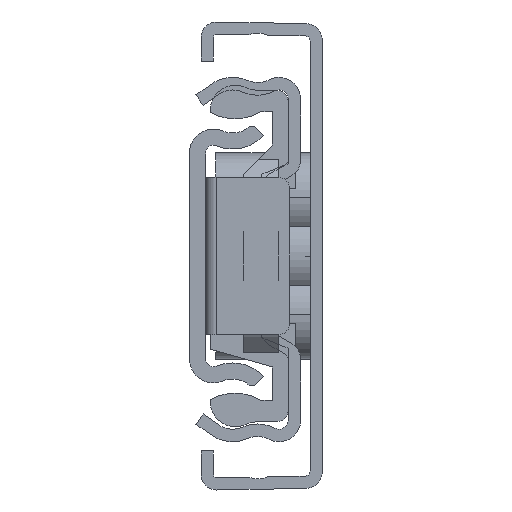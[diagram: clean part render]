
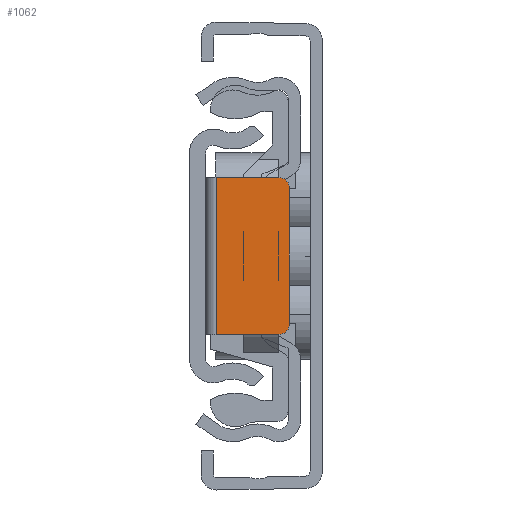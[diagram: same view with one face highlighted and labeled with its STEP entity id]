
A CAD part, left-side view. The second image highlights one B-rep face of the part: STEP entity #1062.
In plain terms, the highlighted face is planar.
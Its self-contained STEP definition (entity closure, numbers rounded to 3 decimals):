
#71 = DIRECTION ( 'NONE',  ( 1., 0., 0. ) ) ;
#120 = VERTEX_POINT ( 'NONE', #7731 ) ;
#265 = CARTESIAN_POINT ( 'NONE',  ( 6.5, -8.541, -1. ) ) ;
#425 = CARTESIAN_POINT ( 'NONE',  ( 6.5, -9.541, -1. ) ) ;
#673 = CARTESIAN_POINT ( 'NONE',  ( -7.5, -2.541, -1. ) ) ;
#802 = ORIENTED_EDGE ( 'NONE', *, *, #8847, .F. ) ;
#856 = CARTESIAN_POINT ( 'NONE',  ( -6.5, -8.541, -1. ) ) ;
#992 = ORIENTED_EDGE ( 'NONE', *, *, #2594, .T. ) ;
#1048 = DIRECTION ( 'NONE',  ( 1., 0., 0. ) ) ;
#1062 = ADVANCED_FACE ( 'NONE', ( #1444 ), #11156, .F. ) ;
#1444 = FACE_OUTER_BOUND ( 'NONE', #7404, .T. ) ;
#1472 = LINE ( 'NONE', #7547, #5836 ) ;
#1658 = VERTEX_POINT ( 'NONE', #673 ) ;
#1897 = CARTESIAN_POINT ( 'NONE',  ( 7.5, -2.541, -1. ) ) ;
#2103 = ORIENTED_EDGE ( 'NONE', *, *, #8165, .T. ) ;
#2166 = VERTEX_POINT ( 'NONE', #7366 ) ;
#2250 = VECTOR ( 'NONE', #10984, 1000. ) ;
#2481 = DIRECTION ( 'NONE',  ( 0., 1., 0. ) ) ;
#2594 = EDGE_CURVE ( 'NONE', #120, #1658, #7523, .T. ) ;
#2936 = EDGE_CURVE ( 'NONE', #10305, #4495, #7564, .T. ) ;
#3482 = DIRECTION ( 'NONE',  ( 0., 0., 1. ) ) ;
#3670 = LINE ( 'NONE', #1897, #11098 ) ;
#3783 = EDGE_CURVE ( 'NONE', #2166, #4495, #7091, .T. ) ;
#4371 = CARTESIAN_POINT ( 'NONE',  ( 7.5, -8.541, -1. ) ) ;
#4495 = VERTEX_POINT ( 'NONE', #425 ) ;
#5440 = AXIS2_PLACEMENT_3D ( 'NONE', #856, #8586, #7682 ) ;
#5836 = VECTOR ( 'NONE', #2481, 1000. ) ;
#6004 = AXIS2_PLACEMENT_3D ( 'NONE', #8476, #3482, #71 ) ;
#6240 = CARTESIAN_POINT ( 'NONE',  ( -7.5, -9.541, -1. ) ) ;
#6318 = ORIENTED_EDGE ( 'NONE', *, *, #3783, .F. ) ;
#6608 = CARTESIAN_POINT ( 'NONE',  ( -7.5, -9.541, -1. ) ) ;
#7001 = CARTESIAN_POINT ( 'NONE',  ( 7.5, -2.541, -1. ) ) ;
#7091 = LINE ( 'NONE', #6240, #10848 ) ;
#7361 = ORIENTED_EDGE ( 'NONE', *, *, #2936, .T. ) ;
#7366 = CARTESIAN_POINT ( 'NONE',  ( -6.5, -9.541, -1. ) ) ;
#7404 = EDGE_LOOP ( 'NONE', ( #802, #7361, #6318, #2103, #992, #9253 ) ) ;
#7447 = VERTEX_POINT ( 'NONE', #7001 ) ;
#7523 = LINE ( 'NONE', #6608, #2250 ) ;
#7547 = CARTESIAN_POINT ( 'NONE',  ( 7.5, -9.541, -1. ) ) ;
#7564 = CIRCLE ( 'NONE', #9385, 1. ) ;
#7682 = DIRECTION ( 'NONE',  ( 1., 0., 0. ) ) ;
#7731 = CARTESIAN_POINT ( 'NONE',  ( -7.5, -8.541, -1. ) ) ;
#8165 = EDGE_CURVE ( 'NONE', #2166, #120, #8172, .T. ) ;
#8172 = CIRCLE ( 'NONE', #5440, 1. ) ;
#8476 = CARTESIAN_POINT ( 'NONE',  ( -7.5, -9.541, -1. ) ) ;
#8586 = DIRECTION ( 'NONE',  ( 0., 0., -1. ) ) ;
#8847 = EDGE_CURVE ( 'NONE', #10305, #7447, #1472, .T. ) ;
#8992 = EDGE_CURVE ( 'NONE', #1658, #7447, #3670, .T. ) ;
#9253 = ORIENTED_EDGE ( 'NONE', *, *, #8992, .T. ) ;
#9385 = AXIS2_PLACEMENT_3D ( 'NONE', #265, #9801, #10822 ) ;
#9801 = DIRECTION ( 'NONE',  ( 0., 0., -1. ) ) ;
#10305 = VERTEX_POINT ( 'NONE', #4371 ) ;
#10822 = DIRECTION ( 'NONE',  ( 1., 0., 0. ) ) ;
#10848 = VECTOR ( 'NONE', #10906, 1000. ) ;
#10906 = DIRECTION ( 'NONE',  ( 1., 0., 0. ) ) ;
#10984 = DIRECTION ( 'NONE',  ( 0., 1., 0. ) ) ;
#11098 = VECTOR ( 'NONE', #1048, 1000. ) ;
#11156 = PLANE ( 'NONE',  #6004 ) ;
